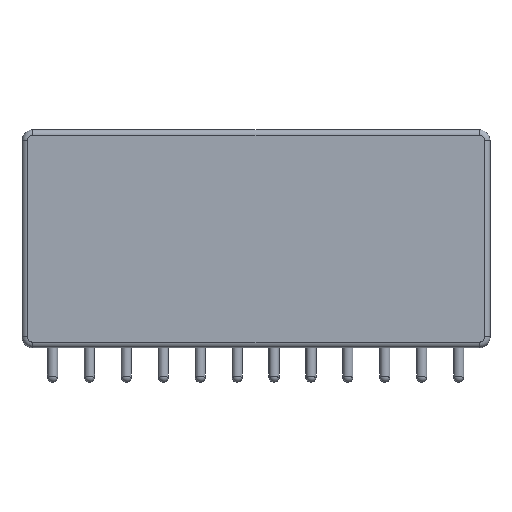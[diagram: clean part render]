
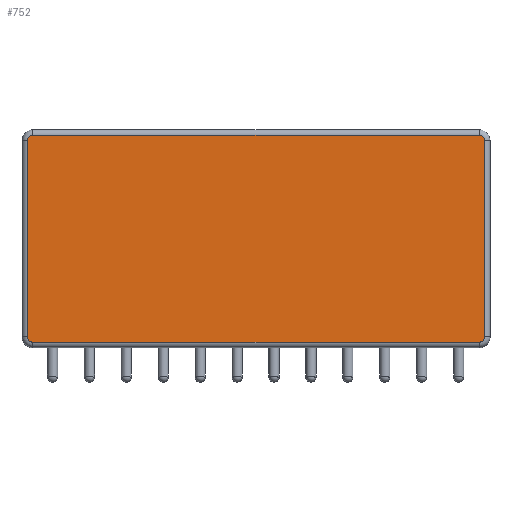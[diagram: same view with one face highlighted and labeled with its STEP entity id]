
A CAD part, top view. The second image highlights one B-rep face of the part: STEP entity #752.
In plain terms, the highlighted planar face has unit normal (0, 0, 1).
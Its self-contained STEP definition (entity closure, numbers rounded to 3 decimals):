
#30=DIRECTION('',(1.,0.,0.));
#44=DIRECTION('',(0.,0.,-1.));
#89=VECTOR('',#90,1.);
#90=DIRECTION('',(0.,1.,0.));
#105=DIRECTION('',(0.,-1.,0.));
#132=VECTOR('',#133,1.);
#133=DIRECTION('',(-1.,0.,0.));
#259=DIRECTION('',(0.,0.,-1.));
#304=VERTEX_POINT('',#305);
#305=CARTESIAN_POINT('',(29.35,2.375,9.2));
#309=ORIENTED_EDGE('',*,*,#310,.T.);
#310=EDGE_CURVE('',#304,#311,#313,.T.);
#311=VERTEX_POINT('',#312);
#312=CARTESIAN_POINT('',(-1.35,2.375,9.2));
#313=LINE('',#305,#132);
#332=DIRECTION('',(0.,0.,-1.));
#333=DIRECTION('',(0.,-1.,0.));
#664=VERTEX_POINT('',#665);
#665=CARTESIAN_POINT('',(29.725,2.75,9.2));
#670=EDGE_CURVE('',#664,#304,#671,.T.);
#671=CIRCLE('',#672,0.375);
#672=AXIS2_PLACEMENT_3D('',#673,#259,#30);
#673=CARTESIAN_POINT('',(29.35,2.75,9.2));
#690=VECTOR('',#105,1.);
#708=VECTOR('',#30,1.);
#752=ADVANCED_FACE('',(#753),#790,.F.);
#753=FACE_BOUND('',#754,.F.);
#754=EDGE_LOOP('',(#755,#762,#769,#772,#309,#773,#780,#785));
#755=ORIENTED_EDGE('',*,*,#756,.T.);
#756=EDGE_CURVE('',#757,#759,#761,.T.);
#757=VERTEX_POINT('',#758);
#758=CARTESIAN_POINT('',(-1.35,16.625,9.2));
#759=VERTEX_POINT('',#760);
#760=CARTESIAN_POINT('',(29.35,16.625,9.2));
#761=LINE('',#758,#708);
#762=ORIENTED_EDGE('',*,*,#763,.T.);
#763=EDGE_CURVE('',#759,#764,#766,.T.);
#764=VERTEX_POINT('',#765);
#765=CARTESIAN_POINT('',(29.725,16.25,9.2));
#766=CIRCLE('',#767,0.375);
#767=AXIS2_PLACEMENT_3D('',#768,#259,#90);
#768=CARTESIAN_POINT('',(29.35,16.25,9.2));
#769=ORIENTED_EDGE('',*,*,#770,.T.);
#770=EDGE_CURVE('',#764,#664,#771,.T.);
#771=LINE('',#765,#690);
#772=ORIENTED_EDGE('',*,*,#670,.T.);
#773=ORIENTED_EDGE('',*,*,#774,.T.);
#774=EDGE_CURVE('',#311,#775,#777,.T.);
#775=VERTEX_POINT('',#776);
#776=CARTESIAN_POINT('',(-1.725,2.75,9.2));
#777=CIRCLE('',#778,0.375);
#778=AXIS2_PLACEMENT_3D('',#779,#332,#333);
#779=CARTESIAN_POINT('',(-1.35,2.75,9.2));
#780=ORIENTED_EDGE('',*,*,#781,.T.);
#781=EDGE_CURVE('',#775,#782,#784,.T.);
#782=VERTEX_POINT('',#783);
#783=CARTESIAN_POINT('',(-1.725,16.25,9.2));
#784=LINE('',#776,#89);
#785=ORIENTED_EDGE('',*,*,#786,.T.);
#786=EDGE_CURVE('',#782,#757,#787,.T.);
#787=CIRCLE('',#788,0.375);
#788=AXIS2_PLACEMENT_3D('',#789,#259,#133);
#789=CARTESIAN_POINT('',(-1.35,16.25,9.2));
#790=PLANE('',#791);
#791=AXIS2_PLACEMENT_3D('',#792,#44,#133);
#792=CARTESIAN_POINT('',(14.,9.5,9.2));
